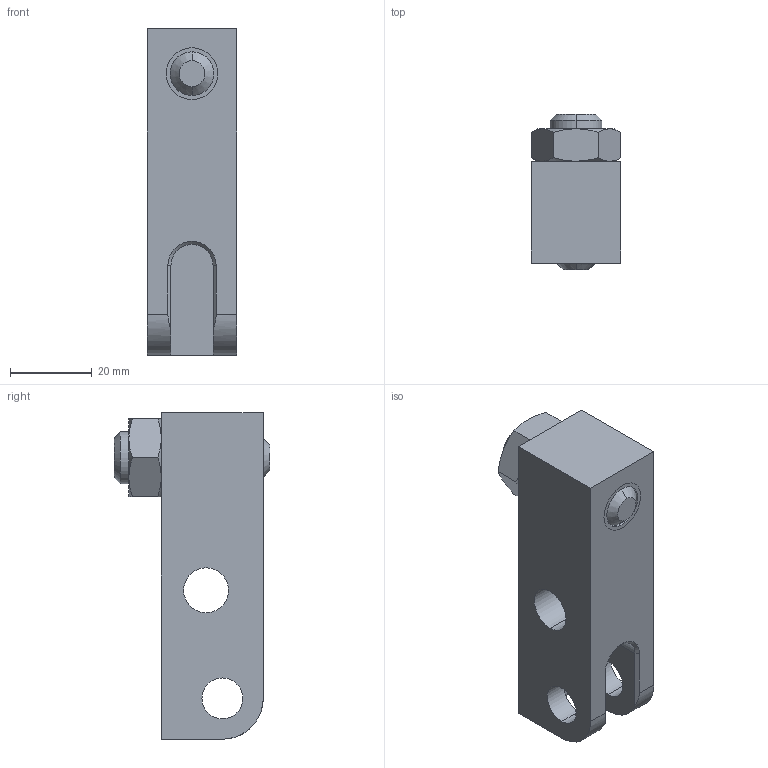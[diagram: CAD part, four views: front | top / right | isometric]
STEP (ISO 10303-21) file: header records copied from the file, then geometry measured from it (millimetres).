
FILE_DESCRIPTION((''),'2;1');
FILE_NAME('ILC91612201','2016-10-10T',('bcd'),(''),'PRO/ENGINEER BY PARAMETRIC TECHNOLOGY CORPORATION, 2013320','PRO/ENGINEER BY PARAMETRIC TECHNOLOGY CORPORATION, 2013320','');
FILE_SCHEMA(('AUTOMOTIVE_DESIGN { 1 0 10303 214 1 1 1 1 }'));
Length unit declared in the file: inch
Products named in the file (1): ILC91612201
Bounding box: 22 x 38.1 x 80.01 mm (x, y, z)
Volume: 37583.6 mm3; surface area: 11999.7 mm2
Topology: 1 solids, 2 shells, 59 faces, 143 edges, 90 vertices
Faces by surface type: plane 27, cone 17, cylinder 15
Entity records: 2334 total; most frequent: CARTESIAN_POINT 427, DIRECTION 286, ORIENTED_EDGE 282, PRESENTATION_STYLE_ASSIGNMENT 145, STYLED_ITEM 145, CURVE_STYLE 143, EDGE_CURVE 143, AXIS2_PLACEMENT_3D 109
